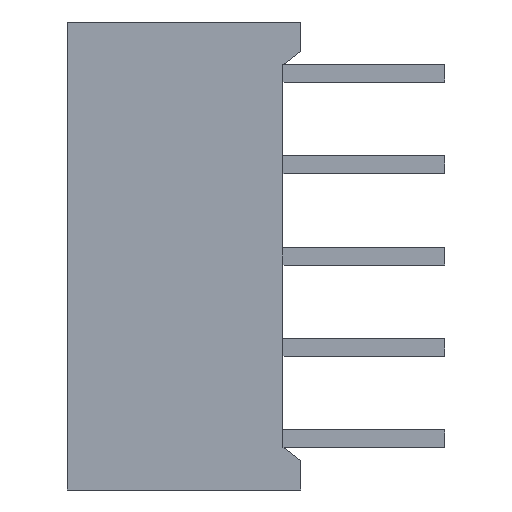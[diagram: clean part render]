
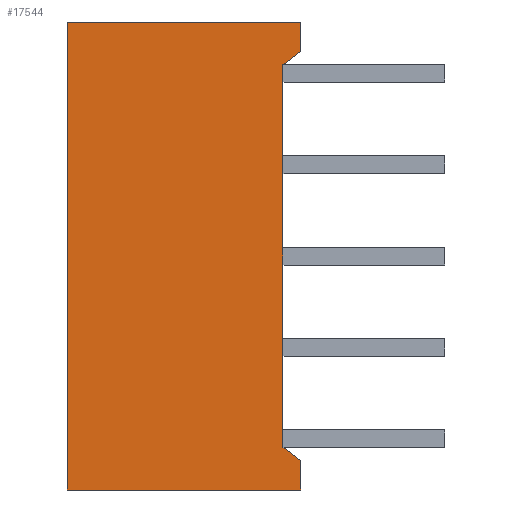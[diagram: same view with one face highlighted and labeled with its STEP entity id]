
A CAD part, left-side view. The second image highlights one B-rep face of the part: STEP entity #17544.
In plain terms, the highlighted planar face has unit normal (-1, 0, 0).
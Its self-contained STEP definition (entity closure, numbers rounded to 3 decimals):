
#1615 = VECTOR ( 'NONE', #5560, 1000. ) ;
#1668 = VECTOR ( 'NONE', #5564, 1000. ) ;
#1734 = VECTOR ( 'NONE', #5567, 1000. ) ;
#2594 = CARTESIAN_POINT ( 'NONE',  ( -3.75, -6.5, 5.684 ) ) ;
#2596 = CARTESIAN_POINT ( 'NONE',  ( -3.75, -6.5, -5.684 ) ) ;
#2598 = CARTESIAN_POINT ( 'NONE',  ( -3.75, -6.5, -6.5 ) ) ;
#2609 = CARTESIAN_POINT ( 'NONE',  ( -3.75, -6., 5.312 ) ) ;
#2610 = CARTESIAN_POINT ( 'NONE',  ( -3.75, -6., -5.312 ) ) ;
#2611 = CARTESIAN_POINT ( 'NONE',  ( -3.75, 0., -6.5 ) ) ;
#3114 = CARTESIAN_POINT ( 'NONE',  ( -3.75, -6.5, 6.5 ) ) ;
#3121 = CARTESIAN_POINT ( 'NONE',  ( -3.75, 0., 6.5 ) ) ;
#4069 = PLANE ( 'NONE',  #4187 ) ;
#4070 = CARTESIAN_POINT ( 'NONE',  ( -3.75, -6.5, 0. ) ) ;
#4181 = FACE_OUTER_BOUND ( 'NONE', #18507, .T. ) ;
#4187 = AXIS2_PLACEMENT_3D ( 'NONE', #4070, #4242, #4243 ) ;
#4242 = DIRECTION ( 'NONE',  ( -1., 0., 0. ) ) ;
#4243 = DIRECTION ( 'NONE',  ( 0., 0., 1. ) ) ;
#5558 = LINE ( 'NONE', #5559, #1615 ) ;
#5559 = CARTESIAN_POINT ( 'NONE',  ( -3.75, 0., 0. ) ) ;
#5560 = DIRECTION ( 'NONE',  ( 0., 0., 1. ) ) ;
#5562 = LINE ( 'NONE', #5563, #1668 ) ;
#5563 = CARTESIAN_POINT ( 'NONE',  ( -3.75, -6.5, -6.5 ) ) ;
#5564 = DIRECTION ( 'NONE',  ( 0., 1., 0. ) ) ;
#5565 = LINE ( 'NONE', #5566, #1734 ) ;
#5566 = CARTESIAN_POINT ( 'NONE',  ( -3.75, -6., -5.312 ) ) ;
#5567 = DIRECTION ( 'NONE',  ( 0., -0.802, -0.597 ) ) ;
#5712 = LINE ( 'NONE', #5713, #18145 ) ;
#5713 = CARTESIAN_POINT ( 'NONE',  ( -3.75, -6.5, 6.5 ) ) ;
#5714 = DIRECTION ( 'NONE',  ( 0., 1., 0. ) ) ;
#10663 = LINE ( 'NONE', #10664, #11022 ) ;
#10664 = CARTESIAN_POINT ( 'NONE',  ( -3.75, -6.5, 0. ) ) ;
#10665 = DIRECTION ( 'NONE',  ( 0., 0., 1. ) ) ;
#10666 = LINE ( 'NONE', #10667, #11023 ) ;
#10667 = CARTESIAN_POINT ( 'NONE',  ( -3.75, -6.5, 0. ) ) ;
#10668 = DIRECTION ( 'NONE',  ( 0., 0., 1. ) ) ;
#10714 = LINE ( 'NONE', #10715, #11039 ) ;
#10715 = CARTESIAN_POINT ( 'NONE',  ( -3.75, -6.5, 5.684 ) ) ;
#10716 = DIRECTION ( 'NONE',  ( 0., 0.802, -0.597 ) ) ;
#10717 = LINE ( 'NONE', #10718, #11040 ) ;
#10718 = CARTESIAN_POINT ( 'NONE',  ( -3.75, -6., 5.312 ) ) ;
#10719 = DIRECTION ( 'NONE',  ( 0., 0., -1. ) ) ;
#11022 = VECTOR ( 'NONE', #10665, 1000. ) ;
#11023 = VECTOR ( 'NONE', #10668, 1000. ) ;
#11039 = VECTOR ( 'NONE', #10716, 1000. ) ;
#11040 = VECTOR ( 'NONE', #10719, 1000. ) ;
#15025 = EDGE_CURVE ( 'NONE', #16027, #17358, #5558, .T. ) ;
#15026 = EDGE_CURVE ( 'NONE', #16014, #16027, #5562, .T. ) ;
#15027 = EDGE_CURVE ( 'NONE', #16026, #16012, #5565, .T. ) ;
#15076 = EDGE_CURVE ( 'NONE', #17351, #17358, #5712, .T. ) ;
#16010 = VERTEX_POINT ( 'NONE', #2594 ) ;
#16012 = VERTEX_POINT ( 'NONE', #2596 ) ;
#16014 = VERTEX_POINT ( 'NONE', #2598 ) ;
#16025 = VERTEX_POINT ( 'NONE', #2609 ) ;
#16026 = VERTEX_POINT ( 'NONE', #2610 ) ;
#16027 = VERTEX_POINT ( 'NONE', #2611 ) ;
#17116 = ORIENTED_EDGE ( 'NONE', *, *, #17950, .F. ) ;
#17117 = ORIENTED_EDGE ( 'NONE', *, *, #17932, .T. ) ;
#17118 = ORIENTED_EDGE ( 'NONE', *, *, #17949, .F. ) ;
#17119 = ORIENTED_EDGE ( 'NONE', *, *, #15025, .F. ) ;
#17120 = ORIENTED_EDGE ( 'NONE', *, *, #15076, .T. ) ;
#17121 = ORIENTED_EDGE ( 'NONE', *, *, #17933, .T. ) ;
#17122 = ORIENTED_EDGE ( 'NONE', *, *, #15026, .F. ) ;
#17123 = ORIENTED_EDGE ( 'NONE', *, *, #15027, .F. ) ;
#17351 = VERTEX_POINT ( 'NONE', #3114 ) ;
#17358 = VERTEX_POINT ( 'NONE', #3121 ) ;
#17544 = ADVANCED_FACE ( 'NONE', ( #4181 ), #4069, .T. ) ;
#17932 = EDGE_CURVE ( 'NONE', #16010, #17351, #10663, .T. ) ;
#17933 = EDGE_CURVE ( 'NONE', #16014, #16012, #10666, .T. ) ;
#17949 = EDGE_CURVE ( 'NONE', #16010, #16025, #10714, .T. ) ;
#17950 = EDGE_CURVE ( 'NONE', #16025, #16026, #10717, .T. ) ;
#18145 = VECTOR ( 'NONE', #5714, 1000. ) ;
#18507 = EDGE_LOOP ( 'NONE', ( #17116, #17118, #17117, #17120, #17119, #17122, #17121, #17123 ) ) ;
